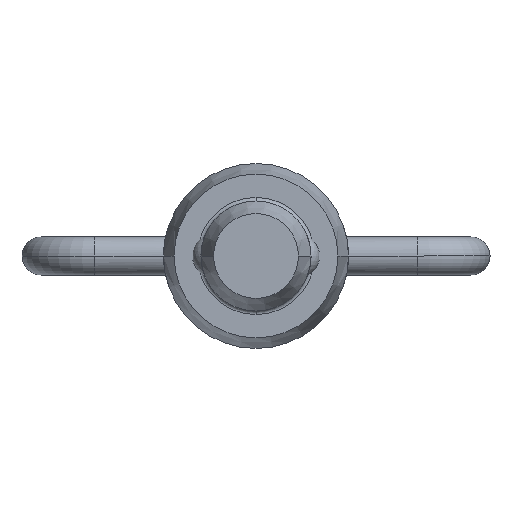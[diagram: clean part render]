
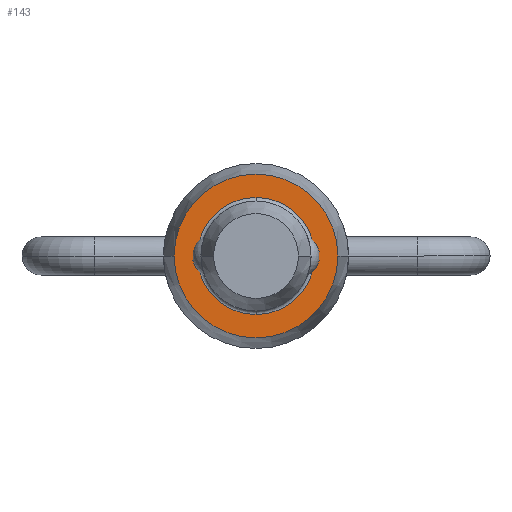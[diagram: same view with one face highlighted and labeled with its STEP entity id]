
A CAD part, front view. The second image highlights one B-rep face of the part: STEP entity #143.
In plain terms, the highlighted planar face has unit normal (0, -1, 0).
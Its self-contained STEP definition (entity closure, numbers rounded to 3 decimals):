
#143=ADVANCED_FACE('',(#283,#284),#285,.T.);
#283=FACE_OUTER_BOUND('',#416,.T.);
#284=FACE_BOUND('',#417,.T.);
#285=PLANE('',#418);
#416=EDGE_LOOP('',(#767,#768));
#417=EDGE_LOOP('',(#769,#770,#771));
#418=AXIS2_PLACEMENT_3D('',#772,#773,#774);
#767=ORIENTED_EDGE('',*,*,#922,.T.);
#768=ORIENTED_EDGE('',*,*,#816,.T.);
#769=ORIENTED_EDGE('',*,*,#859,.T.);
#770=ORIENTED_EDGE('',*,*,#928,.T.);
#771=ORIENTED_EDGE('',*,*,#860,.T.);
#772=CARTESIAN_POINT('',(-4.355,0.0,0.0));
#773=DIRECTION('',(0.,-1.0,0.0));
#774=DIRECTION('',(1.0,0.,0.0));
#816=EDGE_CURVE('',#981,#978,#982,.T.);
#859=EDGE_CURVE('',#1050,#1048,#1051,.T.);
#860=EDGE_CURVE('',#1052,#1050,#1053,.T.);
#922=EDGE_CURVE('',#978,#981,#1127,.T.);
#928=EDGE_CURVE('',#1048,#1052,#1133,.T.);
#978=VERTEX_POINT('',#1240);
#981=VERTEX_POINT('',#1244);
#982=CIRCLE('',#1245,4.722);
#1048=VERTEX_POINT('',#1390);
#1050=VERTEX_POINT('',#1392);
#1051=CIRCLE('',#1393,3.375);
#1052=VERTEX_POINT('',#1394);
#1053=CIRCLE('',#1395,3.375);
#1127=CIRCLE('',#1532,4.722);
#1133=CIRCLE('',#1538,3.375);
#1240=CARTESIAN_POINT('',(-4.722,0.0,0.0));
#1244=CARTESIAN_POINT('',(4.722,0.,0.));
#1245=AXIS2_PLACEMENT_3D('',#1584,#1585,#1586);
#1390=CARTESIAN_POINT('',(0.,0.,3.375));
#1392=CARTESIAN_POINT('',(-3.375,0.0,0.0));
#1393=AXIS2_PLACEMENT_3D('',#1653,#1654,#1655);
#1394=CARTESIAN_POINT('',(0.,0.,-3.375));
#1395=AXIS2_PLACEMENT_3D('',#1656,#1657,#1658);
#1532=AXIS2_PLACEMENT_3D('',#1743,#1744,#1745);
#1538=AXIS2_PLACEMENT_3D('',#1749,#1750,#1751);
#1584=CARTESIAN_POINT('',(0.,0.0,0.));
#1585=DIRECTION('',(0.,-1.0,0.0));
#1586=DIRECTION('',(-1.0,0.,0.0));
#1653=CARTESIAN_POINT('',(0.,0.0,0.0));
#1654=DIRECTION('',(0.,1.0,0.0));
#1655=DIRECTION('',(-1.0,0.,0.0));
#1656=CARTESIAN_POINT('',(0.,0.0,0.0));
#1657=DIRECTION('',(0.,1.0,0.0));
#1658=DIRECTION('',(-1.0,0.,0.0));
#1743=CARTESIAN_POINT('',(0.,0.0,0.));
#1744=DIRECTION('',(0.,-1.0,0.0));
#1745=DIRECTION('',(-1.0,0.,0.0));
#1749=CARTESIAN_POINT('',(0.,0.0,0.0));
#1750=DIRECTION('',(0.,1.0,0.0));
#1751=DIRECTION('',(-1.0,0.,0.0));
